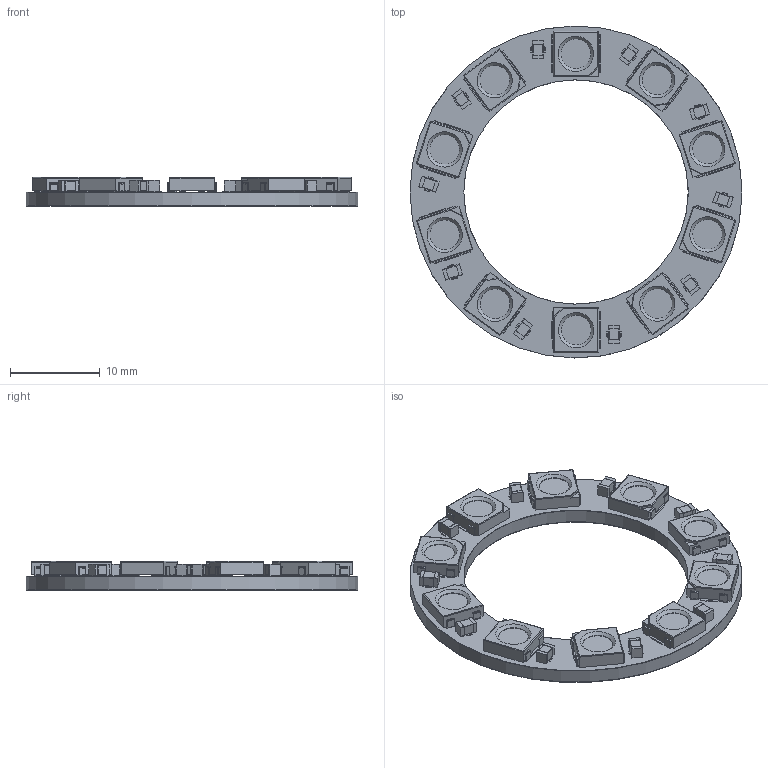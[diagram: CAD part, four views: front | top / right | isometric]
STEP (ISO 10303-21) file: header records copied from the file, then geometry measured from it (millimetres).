
FILE_DESCRIPTION(('KiCad electronic assembly'),'2;1');
FILE_NAME('WS2812B Halo.step','2025-07-16T20:53:45',('Pcbnew'),('Kicad') ,'Open CASCADE STEP processor 7.8','KiCad to STEP converter','Unknown' );
FILE_SCHEMA(('AUTOMOTIVE_DESIGN { 1 0 10303 214 1 1 1 1 }'));
Length unit declared in the file: millimetre
Products named in the file (6): WS2812B Halo 1; LED_WS2812B_PLCC4_5.0x5.0mm_P3.2mm; C_0805_2012Metric; WS2812B Halo_silkscreen; WS2812B Halo_soldermask; WS2812B Halo_PCB
Assembly tree (23 placements, depth 2):
  WS2812B Halo 1
    LED_WS2812B_PLCC4_5.0x5.0mm_P3.2mm  x10
    C_0805_2012Metric  x10
    WS2812B Halo_silkscreen
    WS2812B Halo_soldermask
    WS2812B Halo_PCB
Bounding box: 37 x 37 x 3.27 mm (x, y, z)
Volume: 1253.5 mm3; surface area: 3689.1 mm2
Topology: 21 solids, 78 shells, 1021 faces, 3266 edges, 2334 vertices
Faces by surface type: plane 669, cylinder 342, cone 10
Full cylindrical faces by diameter (mm): 3.333 x10, 25 x1, 37 x1
Entity records: 9652 total; most frequent: CARTESIAN_POINT 1704, DIRECTION 1394, ORIENTED_EDGE 1088, EDGE_CURVE 809, VERTEX_POINT 714, LINE 586, VECTOR 586, AXIS2_PLACEMENT_3D 404
